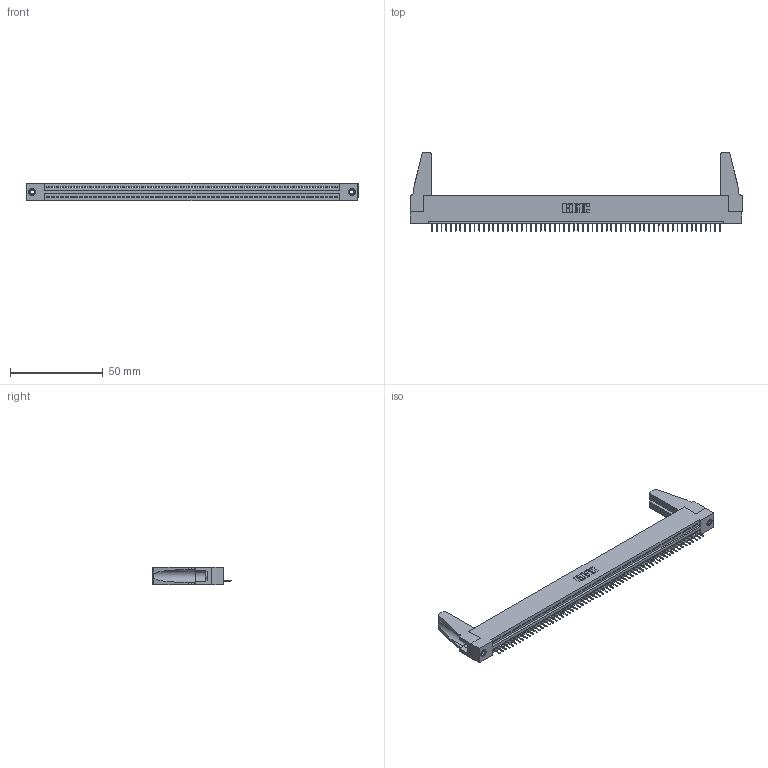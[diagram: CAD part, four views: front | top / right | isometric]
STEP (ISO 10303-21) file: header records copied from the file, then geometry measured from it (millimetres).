
FILE_DESCRIPTION (( 'STEP AP203' ), '1' );
FILE_NAME ('345-062-524-188.STEP', '2019-10-11T05:48:47', ( '' ), ( '' ), 'SwSTEP 2.0', 'SolidWorks 2016', '' );
FILE_SCHEMA (( 'CONFIG_CONTROL_DESIGN' ));
Length unit declared in the file: inch
Products named in the file (5): 345-250-001_345-250-001-102; 345-062-524-188; 345-292-001_345-293-124; 345 Part_Flush Mounting Lugs - 0.156 Dia-TH; 345-220-078_345-220-088
Assembly tree (67 placements, depth 2):
  345-062-524-188
    345 Part_Flush Mounting Lugs - 0.156 Dia-TH
    345-292-001_345-293-124  x62
    345-250-001_345-250-001-102  x2
    345-220-078_345-220-088  x2
Bounding box: 178.71 x 42.21 x 9.4 mm (x, y, z)
Volume: 20145.9 mm3; surface area: 25067.8 mm2
Topology: 67 solids, 67 shells, 4094 faces, 11815 edges, 7618 vertices
Faces by surface type: plane 3004, cylinder 1074, cone 12, torus 4
Entity records: 46192 total; most frequent: CARTESIAN_POINT 7988, ORIENTED_EDGE 7944, DIRECTION 6956, EDGE_CURVE 3972, VECTOR 3554, LINE 3554, VERTEX_POINT 2638, AXIS2_PLACEMENT_3D 1701
